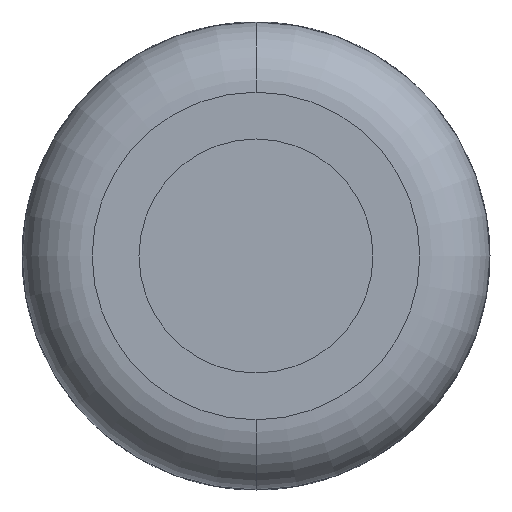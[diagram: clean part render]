
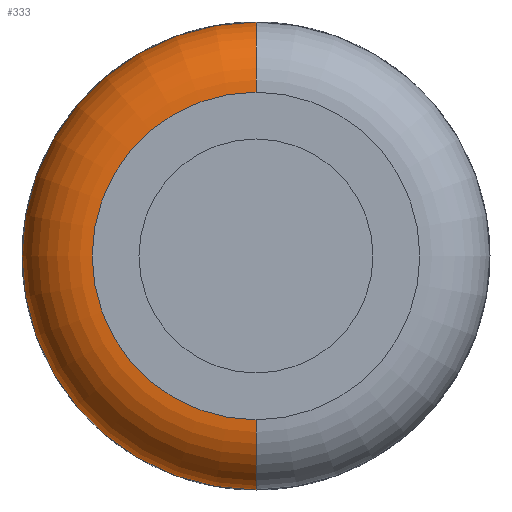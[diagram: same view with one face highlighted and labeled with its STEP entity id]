
A CAD part, front view. The second image highlights one B-rep face of the part: STEP entity #333.
In plain terms, the highlighted toroidal (fillet/blend) face has major radius 35 mm and minor radius 15 mm.
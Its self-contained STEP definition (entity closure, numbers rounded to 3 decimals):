
#18 = CARTESIAN_POINT ( 'NONE',  ( 0., 15., 0. ) ) ;
#20 = CARTESIAN_POINT ( 'NONE',  ( 0., 0., 35. ) ) ;
#46 = ORIENTED_EDGE ( 'NONE', *, *, #614, .F. ) ;
#148 = DIRECTION ( 'NONE',  ( 1., 0., 0. ) ) ;
#192 = VERTEX_POINT ( 'NONE', #963 ) ;
#214 = AXIS2_PLACEMENT_3D ( 'NONE', #803, #732, #941 ) ;
#221 = ORIENTED_EDGE ( 'NONE', *, *, #846, .F. ) ;
#229 = VERTEX_POINT ( 'NONE', #666 ) ;
#270 = EDGE_LOOP ( 'NONE', ( #797, #46, #221, #593 ) ) ;
#295 = DIRECTION ( 'NONE',  ( 0., 0., 1. ) ) ;
#304 = EDGE_CURVE ( 'NONE', #739, #192, #882, .T. ) ;
#321 = DIRECTION ( 'NONE',  ( 0., 0., 1. ) ) ;
#323 = TOROIDAL_SURFACE ( 'NONE', #461, 35., 15. ) ;
#333 = ADVANCED_FACE ( 'NONE', ( #405 ), #323, .T. ) ;
#349 = AXIS2_PLACEMENT_3D ( 'NONE', #390, #148, #606 ) ;
#390 = CARTESIAN_POINT ( 'NONE',  ( 0., 15., 35. ) ) ;
#400 = CARTESIAN_POINT ( 'NONE',  ( 0., 0., 0. ) ) ;
#405 = FACE_OUTER_BOUND ( 'NONE', #270, .T. ) ;
#431 = VERTEX_POINT ( 'NONE', #790 ) ;
#461 = AXIS2_PLACEMENT_3D ( 'NONE', #18, #912, #321 ) ;
#528 = DIRECTION ( 'NONE',  ( 0., -1., 0. ) ) ;
#593 = ORIENTED_EDGE ( 'NONE', *, *, #304, .F. ) ;
#606 = DIRECTION ( 'NONE',  ( 0., 0., -1. ) ) ;
#609 = DIRECTION ( 'NONE',  ( 0., 0., 1. ) ) ;
#614 = EDGE_CURVE ( 'NONE', #431, #229, #678, .T. ) ;
#640 = CIRCLE ( 'NONE', #214, 15. ) ;
#655 = DIRECTION ( 'NONE',  ( 0., 1., 0. ) ) ;
#666 = CARTESIAN_POINT ( 'NONE',  ( 0., 15., 50. ) ) ;
#678 = CIRCLE ( 'NONE', #804, 50. ) ;
#732 = DIRECTION ( 'NONE',  ( 1., 0., 0. ) ) ;
#733 = CARTESIAN_POINT ( 'NONE',  ( 0., 15., 0. ) ) ;
#739 = VERTEX_POINT ( 'NONE', #20 ) ;
#741 = AXIS2_PLACEMENT_3D ( 'NONE', #400, #528, #609 ) ;
#790 = CARTESIAN_POINT ( 'NONE',  ( 0., 15., -50. ) ) ;
#797 = ORIENTED_EDGE ( 'NONE', *, *, #956, .F. ) ;
#803 = CARTESIAN_POINT ( 'NONE',  ( 0., 15., -35. ) ) ;
#804 = AXIS2_PLACEMENT_3D ( 'NONE', #733, #655, #295 ) ;
#842 = CIRCLE ( 'NONE', #349, 15. ) ;
#846 = EDGE_CURVE ( 'NONE', #192, #431, #640, .T. ) ;
#882 = CIRCLE ( 'NONE', #741, 35. ) ;
#912 = DIRECTION ( 'NONE',  ( 0., 1., 0. ) ) ;
#941 = DIRECTION ( 'NONE',  ( 0., 0., -1. ) ) ;
#956 = EDGE_CURVE ( 'NONE', #229, #739, #842, .T. ) ;
#963 = CARTESIAN_POINT ( 'NONE',  ( 0., 0., -35. ) ) ;
